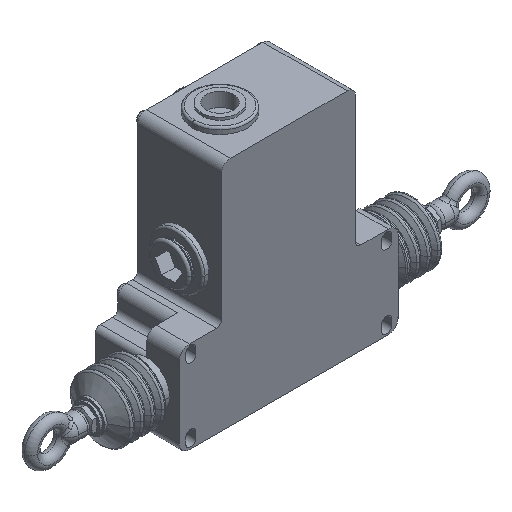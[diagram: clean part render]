
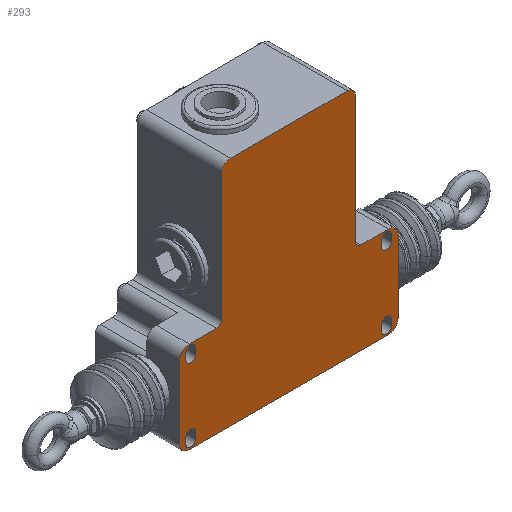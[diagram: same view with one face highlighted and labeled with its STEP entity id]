
A CAD part, isometric view. The second image highlights one B-rep face of the part: STEP entity #293.
In plain terms, the highlighted planar face has unit normal (0, -1, 0).
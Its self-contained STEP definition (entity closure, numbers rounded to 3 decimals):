
#293=ADVANCED_FACE('',(#985,#986,#987,#988,#989),#990,.F.);
#985=FACE_OUTER_BOUND('',#2510,.T.);
#986=FACE_BOUND('',#2511,.T.);
#987=FACE_BOUND('',#2512,.T.);
#988=FACE_BOUND('',#2513,.T.);
#989=FACE_BOUND('',#2514,.T.);
#990=PLANE('',#2515);
#2510=EDGE_LOOP('',(#5313,#5314,#5315,#5316,#5317,#5318,#5319,#5320,#5321,#5322,#5323,#5324,#5325,#5326,#5327,#5328));
#2511=EDGE_LOOP('',(#5329,#5330,#5331,#5332));
#2512=EDGE_LOOP('',(#5333,#5334,#5335,#5336));
#2513=EDGE_LOOP('',(#5337,#5338,#5339,#5340));
#2514=EDGE_LOOP('',(#5341,#5342,#5343,#5344));
#2515=AXIS2_PLACEMENT_3D('',#5345,#5346,#5347);
#5313=ORIENTED_EDGE('',*,*,#7424,.F.);
#5314=ORIENTED_EDGE('',*,*,#7425,.T.);
#5315=ORIENTED_EDGE('',*,*,#7223,.F.);
#5316=ORIENTED_EDGE('',*,*,#7426,.T.);
#5317=ORIENTED_EDGE('',*,*,#7427,.F.);
#5318=ORIENTED_EDGE('',*,*,#7428,.T.);
#5319=ORIENTED_EDGE('',*,*,#7264,.F.);
#5320=ORIENTED_EDGE('',*,*,#7269,.T.);
#5321=ORIENTED_EDGE('',*,*,#7272,.F.);
#5322=ORIENTED_EDGE('',*,*,#7277,.T.);
#5323=ORIENTED_EDGE('',*,*,#7280,.F.);
#5324=ORIENTED_EDGE('',*,*,#7285,.T.);
#5325=ORIENTED_EDGE('',*,*,#7288,.F.);
#5326=ORIENTED_EDGE('',*,*,#7293,.T.);
#5327=ORIENTED_EDGE('',*,*,#7298,.F.);
#5328=ORIENTED_EDGE('',*,*,#7419,.T.);
#5329=ORIENTED_EDGE('',*,*,#7429,.T.);
#5330=ORIENTED_EDGE('',*,*,#7430,.T.);
#5331=ORIENTED_EDGE('',*,*,#7431,.T.);
#5332=ORIENTED_EDGE('',*,*,#7432,.T.);
#5333=ORIENTED_EDGE('',*,*,#7433,.T.);
#5334=ORIENTED_EDGE('',*,*,#7434,.T.);
#5335=ORIENTED_EDGE('',*,*,#7435,.T.);
#5336=ORIENTED_EDGE('',*,*,#7436,.T.);
#5337=ORIENTED_EDGE('',*,*,#7437,.T.);
#5338=ORIENTED_EDGE('',*,*,#7438,.T.);
#5339=ORIENTED_EDGE('',*,*,#7439,.T.);
#5340=ORIENTED_EDGE('',*,*,#7440,.T.);
#5341=ORIENTED_EDGE('',*,*,#7441,.T.);
#5342=ORIENTED_EDGE('',*,*,#7442,.T.);
#5343=ORIENTED_EDGE('',*,*,#7443,.T.);
#5344=ORIENTED_EDGE('',*,*,#7444,.T.);
#5345=CARTESIAN_POINT('',(0.0,0.0,0.0));
#5346=DIRECTION('',(0.0,1.0,0.0));
#5347=DIRECTION('',(1.0,0.0,-0.0));
#7223=EDGE_CURVE('',#8587,#8589,#8590,.T.);
#7264=EDGE_CURVE('',#8658,#8659,#8660,.T.);
#7269=EDGE_CURVE('',#8658,#8667,#8668,.T.);
#7272=EDGE_CURVE('',#8672,#8667,#8673,.T.);
#7277=EDGE_CURVE('',#8672,#8681,#8682,.T.);
#7280=EDGE_CURVE('',#8686,#8681,#8687,.T.);
#7285=EDGE_CURVE('',#8686,#8695,#8696,.T.);
#7288=EDGE_CURVE('',#8700,#8695,#8701,.T.);
#7293=EDGE_CURVE('',#8700,#8709,#8710,.T.);
#7298=EDGE_CURVE('',#8717,#8709,#8719,.T.);
#7419=EDGE_CURVE('',#8717,#8898,#8899,.T.);
#7424=EDGE_CURVE('',#8905,#8898,#8907,.T.);
#7425=EDGE_CURVE('',#8905,#8589,#8908,.T.);
#7426=EDGE_CURVE('',#8587,#8909,#8910,.T.);
#7427=EDGE_CURVE('',#8911,#8909,#8912,.T.);
#7428=EDGE_CURVE('',#8911,#8659,#8913,.T.);
#7429=EDGE_CURVE('',#8914,#8915,#8916,.T.);
#7430=EDGE_CURVE('',#8915,#8917,#8918,.T.);
#7431=EDGE_CURVE('',#8917,#8919,#8920,.T.);
#7432=EDGE_CURVE('',#8919,#8914,#8921,.T.);
#7433=EDGE_CURVE('',#8922,#8923,#8924,.T.);
#7434=EDGE_CURVE('',#8923,#8925,#8926,.T.);
#7435=EDGE_CURVE('',#8925,#8927,#8928,.T.);
#7436=EDGE_CURVE('',#8927,#8922,#8929,.T.);
#7437=EDGE_CURVE('',#8930,#8931,#8932,.T.);
#7438=EDGE_CURVE('',#8931,#8933,#8934,.T.);
#7439=EDGE_CURVE('',#8933,#8935,#8936,.T.);
#7440=EDGE_CURVE('',#8935,#8930,#8937,.T.);
#7441=EDGE_CURVE('',#8938,#8939,#8940,.T.);
#7442=EDGE_CURVE('',#8939,#8941,#8942,.T.);
#7443=EDGE_CURVE('',#8941,#8943,#8944,.T.);
#7444=EDGE_CURVE('',#8943,#8938,#8945,.T.);
#8587=VERTEX_POINT('',#11185);
#8589=VERTEX_POINT('',#11188);
#8590=LINE('',#11189,#11190);
#8658=VERTEX_POINT('',#11284);
#8659=VERTEX_POINT('',#11285);
#8660=LINE('',#11286,#11287);
#8667=VERTEX_POINT('',#11298);
#8668=CIRCLE('',#11299,3.2);
#8672=VERTEX_POINT('',#11304);
#8673=LINE('',#11305,#11306);
#8681=VERTEX_POINT('',#11316);
#8682=CIRCLE('',#11317,5.2);
#8686=VERTEX_POINT('',#11322);
#8687=LINE('',#11323,#11324);
#8695=VERTEX_POINT('',#11334);
#8696=CIRCLE('',#11335,5.2);
#8700=VERTEX_POINT('',#11340);
#8701=LINE('',#11341,#11342);
#8709=VERTEX_POINT('',#11352);
#8710=CIRCLE('',#11353,3.2);
#8717=VERTEX_POINT('',#11362);
#8719=LINE('',#11365,#11366);
#8898=VERTEX_POINT('',#11594);
#8899=CIRCLE('',#11595,6.0);
#8905=VERTEX_POINT('',#11603);
#8907=LINE('',#11606,#11607);
#8908=CIRCLE('',#11608,6.0);
#8909=VERTEX_POINT('',#11609);
#8910=CIRCLE('',#11610,6.0);
#8911=VERTEX_POINT('',#11611);
#8912=LINE('',#11612,#11613);
#8913=CIRCLE('',#11614,6.0);
#8914=VERTEX_POINT('',#11615);
#8915=VERTEX_POINT('',#11616);
#8916=CIRCLE('',#11617,3.1);
#8917=VERTEX_POINT('',#11618);
#8918=LINE('',#11619,#11620);
#8919=VERTEX_POINT('',#11621);
#8920=CIRCLE('',#11622,3.1);
#8921=LINE('',#11623,#11624);
#8922=VERTEX_POINT('',#11625);
#8923=VERTEX_POINT('',#11626);
#8924=LINE('',#11627,#11628);
#8925=VERTEX_POINT('',#11629);
#8926=CIRCLE('',#11630,3.1);
#8927=VERTEX_POINT('',#11631);
#8928=LINE('',#11632,#11633);
#8929=CIRCLE('',#11634,3.1);
#8930=VERTEX_POINT('',#11635);
#8931=VERTEX_POINT('',#11636);
#8932=LINE('',#11637,#11638);
#8933=VERTEX_POINT('',#11639);
#8934=CIRCLE('',#11640,3.1);
#8935=VERTEX_POINT('',#11641);
#8936=LINE('',#11642,#11643);
#8937=CIRCLE('',#11644,3.1);
#8938=VERTEX_POINT('',#11645);
#8939=VERTEX_POINT('',#11646);
#8940=LINE('',#11647,#11648);
#8941=VERTEX_POINT('',#11649);
#8942=CIRCLE('',#11650,3.1);
#8943=VERTEX_POINT('',#11651);
#8944=LINE('',#11652,#11653);
#8945=CIRCLE('',#11654,3.1);
#11185=CARTESIAN_POINT('',(61.0,0.0,-28.0));
#11188=CARTESIAN_POINT('',(-61.0,0.0,-28.0));
#11189=CARTESIAN_POINT('',(61.0,0.0,-28.0));
#11190=VECTOR('',#13847,122.0);
#11284=CARTESIAN_POINT('',(44.2,0.0,28.0));
#11285=CARTESIAN_POINT('',(61.0,0.0,28.0));
#11286=CARTESIAN_POINT('',(44.2,0.0,28.0));
#11287=VECTOR('',#13916,16.8);
#11298=CARTESIAN_POINT('',(41.0,0.0,31.2));
#11299=AXIS2_PLACEMENT_3D('',#13921,#13922,#13923);
#11304=CARTESIAN_POINT('',(41.0,0.,108.75));
#11305=CARTESIAN_POINT('',(41.0,0.0,108.75));
#11306=VECTOR('',#13928,77.55);
#11316=CARTESIAN_POINT('',(35.8,0.,113.95));
#11317=AXIS2_PLACEMENT_3D('',#13937,#13938,#13939);
#11322=CARTESIAN_POINT('',(-35.8,0.,113.95));
#11323=CARTESIAN_POINT('',(-35.8,0.0,113.95));
#11324=VECTOR('',#13944,71.6);
#11334=CARTESIAN_POINT('',(-41.0,0.,108.75));
#11335=AXIS2_PLACEMENT_3D('',#13953,#13954,#13955);
#11340=CARTESIAN_POINT('',(-41.0,0.0,31.2));
#11341=CARTESIAN_POINT('',(-41.0,0.0,31.2));
#11342=VECTOR('',#13960,77.55);
#11352=CARTESIAN_POINT('',(-44.2,0.0,28.0));
#11353=AXIS2_PLACEMENT_3D('',#13969,#13970,#13971);
#11362=CARTESIAN_POINT('',(-61.0,0.0,28.0));
#11365=CARTESIAN_POINT('',(-61.0,0.0,28.0));
#11366=VECTOR('',#13978,16.8);
#11594=CARTESIAN_POINT('',(-67.0,0.0,22.0));
#11595=AXIS2_PLACEMENT_3D('',#14241,#14242,#14243);
#11603=CARTESIAN_POINT('',(-67.0,0.0,-22.0));
#11606=CARTESIAN_POINT('',(-67.0,0.0,-22.0));
#11607=VECTOR('',#14250,44.0);
#11608=AXIS2_PLACEMENT_3D('',#14251,#14252,#14253);
#11609=CARTESIAN_POINT('',(67.0,0.0,-22.0));
#11610=AXIS2_PLACEMENT_3D('',#14254,#14255,#14256);
#11611=CARTESIAN_POINT('',(67.0,0.0,22.0));
#11612=CARTESIAN_POINT('',(67.0,0.0,22.0));
#11613=VECTOR('',#14257,44.0);
#11614=AXIS2_PLACEMENT_3D('',#14258,#14259,#14260);
#11615=CARTESIAN_POINT('',(56.9,0.0,-20.75));
#11616=CARTESIAN_POINT('',(63.1,0.0,-20.75));
#11617=AXIS2_PLACEMENT_3D('',#14261,#14262,#14263);
#11618=CARTESIAN_POINT('',(63.1,0.0,-24.0));
#11619=CARTESIAN_POINT('',(63.1,0.0,-20.75));
#11620=VECTOR('',#14264,3.25);
#11621=CARTESIAN_POINT('',(56.9,0.0,-24.0));
#11622=AXIS2_PLACEMENT_3D('',#14265,#14266,#14267);
#11623=CARTESIAN_POINT('',(56.9,0.0,-24.0));
#11624=VECTOR('',#14268,3.25);
#11625=CARTESIAN_POINT('',(63.1,0.0,24.0));
#11626=CARTESIAN_POINT('',(63.1,0.0,20.75));
#11627=CARTESIAN_POINT('',(63.1,0.0,24.0));
#11628=VECTOR('',#14269,3.25);
#11629=CARTESIAN_POINT('',(56.9,0.0,20.75));
#11630=AXIS2_PLACEMENT_3D('',#14270,#14271,#14272);
#11631=CARTESIAN_POINT('',(56.9,0.0,24.0));
#11632=CARTESIAN_POINT('',(56.9,0.0,20.75));
#11633=VECTOR('',#14273,3.25);
#11634=AXIS2_PLACEMENT_3D('',#14274,#14275,#14276);
#11635=CARTESIAN_POINT('',(-63.1,0.0,-24.0));
#11636=CARTESIAN_POINT('',(-63.1,0.0,-20.75));
#11637=CARTESIAN_POINT('',(-63.1,0.0,-24.0));
#11638=VECTOR('',#14277,3.25);
#11639=CARTESIAN_POINT('',(-56.9,0.0,-20.75));
#11640=AXIS2_PLACEMENT_3D('',#14278,#14279,#14280);
#11641=CARTESIAN_POINT('',(-56.9,0.0,-24.0));
#11642=CARTESIAN_POINT('',(-56.9,0.0,-20.75));
#11643=VECTOR('',#14281,3.25);
#11644=AXIS2_PLACEMENT_3D('',#14282,#14283,#14284);
#11645=CARTESIAN_POINT('',(-56.9,0.0,24.0));
#11646=CARTESIAN_POINT('',(-56.9,0.0,20.75));
#11647=CARTESIAN_POINT('',(-56.9,0.0,24.0));
#11648=VECTOR('',#14285,3.25);
#11649=CARTESIAN_POINT('',(-63.1,0.0,20.75));
#11650=AXIS2_PLACEMENT_3D('',#14286,#14287,#14288);
#11651=CARTESIAN_POINT('',(-63.1,0.0,24.0));
#11652=CARTESIAN_POINT('',(-63.1,0.0,20.75));
#11653=VECTOR('',#14289,3.25);
#11654=AXIS2_PLACEMENT_3D('',#14290,#14291,#14292);
#13847=DIRECTION('',(-1.0,0.0,0.0));
#13916=DIRECTION('',(1.0,0.0,0.0));
#13921=CARTESIAN_POINT('',(44.2,0.0,31.2));
#13922=DIRECTION('',(0.0,1.0,0.0));
#13923=DIRECTION('',(0.0,0.0,-1.0));
#13928=DIRECTION('',(0.0,0.0,-1.0));
#13937=CARTESIAN_POINT('',(35.8,0.,108.75));
#13938=DIRECTION('',(0.0,-1.0,0.0));
#13939=DIRECTION('',(1.0,0.0,0.0));
#13944=DIRECTION('',(1.0,0.0,0.0));
#13953=CARTESIAN_POINT('',(-35.8,0.,108.75));
#13954=DIRECTION('',(0.0,-1.0,0.0));
#13955=DIRECTION('',(0.0,0.0,1.0));
#13960=DIRECTION('',(0.0,0.0,1.0));
#13969=CARTESIAN_POINT('',(-44.2,0.0,31.2));
#13970=DIRECTION('',(-0.0,1.0,0.0));
#13971=DIRECTION('',(1.0,0.0,0.0));
#13978=DIRECTION('',(1.0,0.0,0.0));
#14241=CARTESIAN_POINT('',(-61.0,0.,22.0));
#14242=DIRECTION('',(0.0,-1.0,0.0));
#14243=DIRECTION('',(0.0,0.0,1.0));
#14250=DIRECTION('',(0.0,0.0,1.0));
#14251=CARTESIAN_POINT('',(-61.0,0.,-22.0));
#14252=DIRECTION('',(0.0,-1.0,0.0));
#14253=DIRECTION('',(-1.0,0.0,0.0));
#14254=CARTESIAN_POINT('',(61.0,0.,-22.0));
#14255=DIRECTION('',(0.0,-1.0,0.0));
#14256=DIRECTION('',(0.0,0.0,-1.0));
#14257=DIRECTION('',(0.0,0.0,-1.0));
#14258=CARTESIAN_POINT('',(61.0,0.,22.0));
#14259=DIRECTION('',(0.0,-1.0,0.0));
#14260=DIRECTION('',(1.0,0.0,0.0));
#14261=CARTESIAN_POINT('',(60.0,0.0,-20.75));
#14262=DIRECTION('',(0.0,1.0,0.0));
#14263=DIRECTION('',(-1.0,0.0,0.0));
#14264=DIRECTION('',(0.0,0.0,-1.0));
#14265=CARTESIAN_POINT('',(60.0,0.0,-24.0));
#14266=DIRECTION('',(-0.0,1.0,0.0));
#14267=DIRECTION('',(1.0,0.0,0.0));
#14268=DIRECTION('',(0.0,0.0,1.0));
#14269=DIRECTION('',(0.0,0.0,-1.0));
#14270=CARTESIAN_POINT('',(60.0,0.0,20.75));
#14271=DIRECTION('',(-0.0,1.0,0.0));
#14272=DIRECTION('',(1.0,0.0,0.0));
#14273=DIRECTION('',(0.0,0.0,1.0));
#14274=CARTESIAN_POINT('',(60.0,0.0,24.0));
#14275=DIRECTION('',(0.0,1.0,0.0));
#14276=DIRECTION('',(-1.0,0.0,0.0));
#14277=DIRECTION('',(0.0,0.0,1.0));
#14278=CARTESIAN_POINT('',(-60.0,0.0,-20.75));
#14279=DIRECTION('',(0.0,1.0,0.0));
#14280=DIRECTION('',(-1.0,0.0,0.0));
#14281=DIRECTION('',(0.0,0.0,-1.0));
#14282=CARTESIAN_POINT('',(-60.0,0.0,-24.0));
#14283=DIRECTION('',(-0.0,1.0,0.0));
#14284=DIRECTION('',(1.0,0.0,0.0));
#14285=DIRECTION('',(0.0,0.0,-1.0));
#14286=CARTESIAN_POINT('',(-60.0,0.0,20.75));
#14287=DIRECTION('',(-0.0,1.0,0.0));
#14288=DIRECTION('',(1.0,0.0,0.0));
#14289=DIRECTION('',(0.0,0.0,1.0));
#14290=CARTESIAN_POINT('',(-60.0,0.0,24.0));
#14291=DIRECTION('',(0.0,1.0,0.0));
#14292=DIRECTION('',(-1.0,0.0,0.0));
